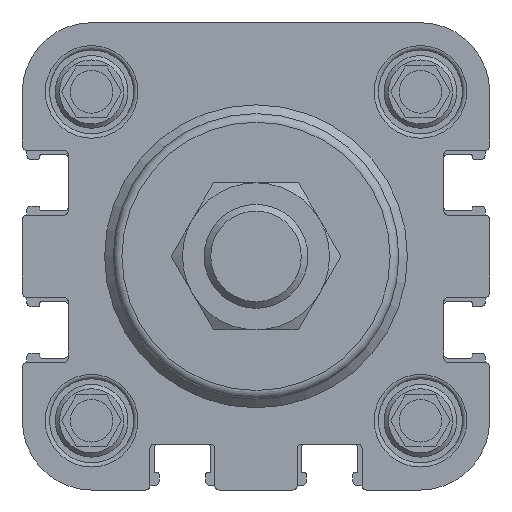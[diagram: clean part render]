
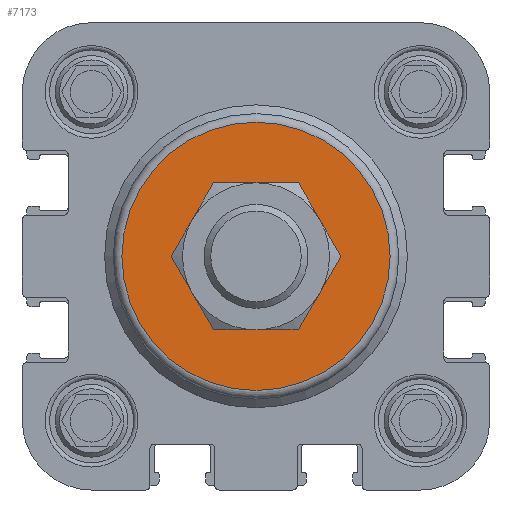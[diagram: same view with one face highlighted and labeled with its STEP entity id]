
A CAD part, left-side view. The second image highlights one B-rep face of the part: STEP entity #7173.
In plain terms, the highlighted planar face has unit normal (-1, 0, 0).
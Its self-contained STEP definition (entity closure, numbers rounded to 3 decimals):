
#1467=PLANE('',#7778);
#2193=ORIENTED_EDGE('',*,*,#4116,.F.);
#2194=ORIENTED_EDGE('',*,*,#4117,.T.);
#4116=EDGE_CURVE('',#5082,#5082,#5615,.F.);
#4117=EDGE_CURVE('',#5083,#5083,#5616,.T.);
#5082=VERTEX_POINT('',#11358);
#5083=VERTEX_POINT('',#11360);
#5615=CIRCLE('',#7779,8.);
#5616=CIRCLE('',#7780,15.5);
#5918=EDGE_LOOP('',(#2193));
#5919=EDGE_LOOP('',(#2194));
#6480=FACE_BOUND('',#5918,.T.);
#6481=FACE_BOUND('',#5919,.T.);
#7173=ADVANCED_FACE('',(#6480,#6481),#1467,.F.);
#7778=AXIS2_PLACEMENT_3D('',#11356,#9019,#9020);
#7779=AXIS2_PLACEMENT_3D('',#11357,#9021,#9022);
#7780=AXIS2_PLACEMENT_3D('',#11359,#9023,#9024);
#9019=DIRECTION('',(1.,0.,0.));
#9020=DIRECTION('',(0.,0.,-1.));
#9021=DIRECTION('',(1.,0.,0.));
#9022=DIRECTION('',(0.,0.,-1.));
#9023=DIRECTION('',(-1.,0.,0.));
#9024=DIRECTION('',(0.,0.,1.));
#11356=CARTESIAN_POINT('',(-21.,0.,15.5));
#11357=CARTESIAN_POINT('',(-21.,0.,0.));
#11358=CARTESIAN_POINT('',(-21.,0.,-8.));
#11359=CARTESIAN_POINT('',(-21.,0.,0.));
#11360=CARTESIAN_POINT('',(-21.,0.,15.5));
